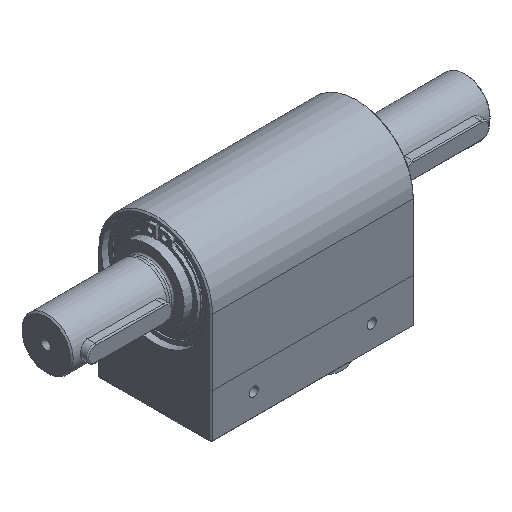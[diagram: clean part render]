
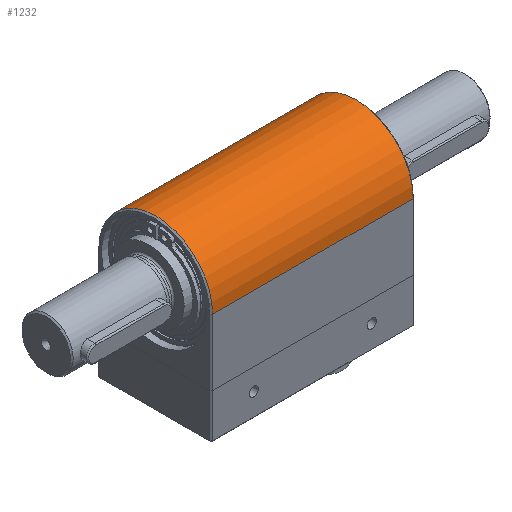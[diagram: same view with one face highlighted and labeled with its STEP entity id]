
A CAD part, isometric view. The second image highlights one B-rep face of the part: STEP entity #1232.
In plain terms, the highlighted cylindrical face has radius 20 mm (diameter 40 mm), a partial arc.
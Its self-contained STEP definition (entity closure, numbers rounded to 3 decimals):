
#1232 = ADVANCED_FACE( '', ( #2532 ), #2533, .T. );
#2532 = FACE_OUTER_BOUND( '', #4278, .T. );
#2533 = CYLINDRICAL_SURFACE( '', #4279, 20. );
#4278 = EDGE_LOOP( '', ( #6429, #6430, #6431, #6432 ) );
#4279 = AXIS2_PLACEMENT_3D( '', #6433, #6434, #6435 );
#6429 = ORIENTED_EDGE( '', *, *, #9448, .T. );
#6430 = ORIENTED_EDGE( '', *, *, #9449, .T. );
#6431 = ORIENTED_EDGE( '', *, *, #9108, .F. );
#6432 = ORIENTED_EDGE( '', *, *, #9267, .T. );
#6433 = CARTESIAN_POINT( '', ( -71.5, 0., 0. ) );
#6434 = DIRECTION( '', ( -1., 0., 0. ) );
#6435 = DIRECTION( '', ( 0., 0., -1. ) );
#9108 = EDGE_CURVE( '', #10443, #10444, #10445, .T. );
#9267 = EDGE_CURVE( '', #10443, #10717, #10719, .T. );
#9448 = EDGE_CURVE( '', #10717, #10993, #10994, .T. );
#9449 = EDGE_CURVE( '', #10993, #10444, #10995, .F. );
#10443 = VERTEX_POINT( '', #12345 );
#10444 = VERTEX_POINT( '', #12346 );
#10445 = LINE( '', #12347, #12348 );
#10717 = VERTEX_POINT( '', #12738 );
#10719 = CIRCLE( '', #12741, 20. );
#10993 = VERTEX_POINT( '', #13079 );
#10994 = LINE( '', #13080, #13081 );
#10995 = CIRCLE( '', #13082, 20. );
#12345 = CARTESIAN_POINT( '', ( -71., -20., 0. ) );
#12346 = CARTESIAN_POINT( '', ( -0.5, -20., 0. ) );
#12347 = CARTESIAN_POINT( '', ( -71.5, -20., 0. ) );
#12348 = VECTOR( '', #14512, 1000. );
#12738 = CARTESIAN_POINT( '', ( -71., 20., 0. ) );
#12741 = AXIS2_PLACEMENT_3D( '', #14760, #14761, #14762 );
#13079 = CARTESIAN_POINT( '', ( -0.5, 20., 0. ) );
#13080 = CARTESIAN_POINT( '', ( -71.5, 20., 0. ) );
#13081 = VECTOR( '', #15007, 1000. );
#13082 = AXIS2_PLACEMENT_3D( '', #15008, #15009, #15010 );
#14512 = DIRECTION( '', ( 1., 0., 0. ) );
#14760 = CARTESIAN_POINT( '', ( -71., 0., 0. ) );
#14761 = DIRECTION( '', ( 1., 0., 0. ) );
#14762 = DIRECTION( '', ( 0., 0., -1. ) );
#15007 = DIRECTION( '', ( 1., 0., 0. ) );
#15008 = CARTESIAN_POINT( '', ( -0.5, 0., 0. ) );
#15009 = DIRECTION( '', ( 1., 0., 0. ) );
#15010 = DIRECTION( '', ( 0., 0., -1. ) );
